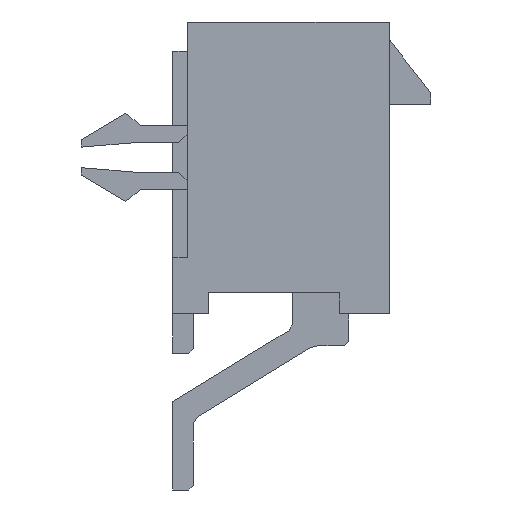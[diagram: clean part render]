
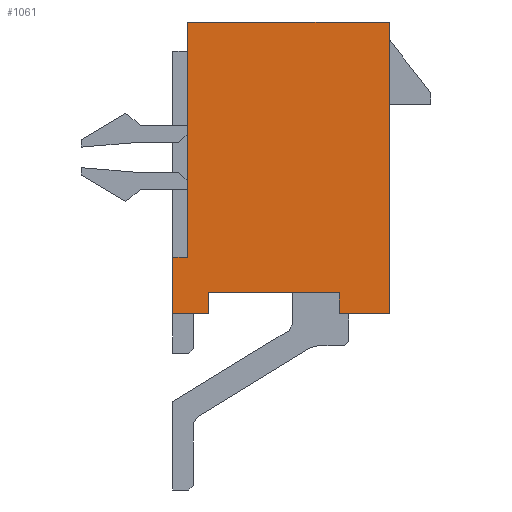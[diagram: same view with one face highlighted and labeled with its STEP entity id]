
A CAD part, left-side view. The second image highlights one B-rep face of the part: STEP entity #1061.
In plain terms, the highlighted planar face has unit normal (-1, 0, 0).
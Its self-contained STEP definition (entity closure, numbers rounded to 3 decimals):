
#1061 = ADVANCED_FACE( '', ( #2383 ), #2384, .T. );
#2383 = FACE_OUTER_BOUND( '', #4112, .T. );
#2384 = PLANE( '', #4113 );
#4112 = EDGE_LOOP( '', ( #6477, #6478, #6479, #6480, #6481, #6482, #6483, #6484, #6485, #6486 ) );
#4113 = AXIS2_PLACEMENT_3D( '', #6487, #6488, #6489 );
#6477 = ORIENTED_EDGE( '', *, *, #11657, .F. );
#6478 = ORIENTED_EDGE( '', *, *, #11658, .T. );
#6479 = ORIENTED_EDGE( '', *, *, #11659, .T. );
#6480 = ORIENTED_EDGE( '', *, *, #11660, .T. );
#6481 = ORIENTED_EDGE( '', *, *, #11661, .T. );
#6482 = ORIENTED_EDGE( '', *, *, #11662, .T. );
#6483 = ORIENTED_EDGE( '', *, *, #11663, .T. );
#6484 = ORIENTED_EDGE( '', *, *, #11664, .F. );
#6485 = ORIENTED_EDGE( '', *, *, #11665, .T. );
#6486 = ORIENTED_EDGE( '', *, *, #11666, .T. );
#6487 = CARTESIAN_POINT( '', ( -19.85, 0., 0. ) );
#6488 = DIRECTION( '', ( -1., 0., 0. ) );
#6489 = DIRECTION( '', ( 0., 0., 1. ) );
#11657 = EDGE_CURVE( '', #14327, #14328, #14329, .T. );
#11658 = EDGE_CURVE( '', #14327, #14330, #14331, .T. );
#11659 = EDGE_CURVE( '', #14330, #14332, #14333, .T. );
#11660 = EDGE_CURVE( '', #14332, #14334, #14335, .T. );
#11661 = EDGE_CURVE( '', #14334, #14336, #14337, .T. );
#11662 = EDGE_CURVE( '', #14336, #14338, #14339, .T. );
#11663 = EDGE_CURVE( '', #14338, #14340, #14341, .T. );
#11664 = EDGE_CURVE( '', #14342, #14340, #14343, .T. );
#11665 = EDGE_CURVE( '', #14342, #14344, #14345, .T. );
#11666 = EDGE_CURVE( '', #14344, #14328, #14346, .T. );
#14327 = VERTEX_POINT( '', #18110 );
#14328 = VERTEX_POINT( '', #18111 );
#14329 = LINE( '', #18112, #18113 );
#14330 = VERTEX_POINT( '', #18114 );
#14331 = LINE( '', #18115, #18116 );
#14332 = VERTEX_POINT( '', #18117 );
#14333 = LINE( '', #18118, #18119 );
#14334 = VERTEX_POINT( '', #18120 );
#14335 = LINE( '', #18121, #18122 );
#14336 = VERTEX_POINT( '', #18123 );
#14337 = LINE( '', #18124, #18125 );
#14338 = VERTEX_POINT( '', #18126 );
#14339 = LINE( '', #18127, #18128 );
#14340 = VERTEX_POINT( '', #18129 );
#14341 = LINE( '', #18130, #18131 );
#14342 = VERTEX_POINT( '', #18132 );
#14343 = LINE( '', #18133, #18134 );
#14344 = VERTEX_POINT( '', #18135 );
#14345 = LINE( '', #18136, #18137 );
#14346 = LINE( '', #18138, #18139 );
#18110 = CARTESIAN_POINT( '', ( -19.85, 2.73, -4.25 ) );
#18111 = CARTESIAN_POINT( '', ( -19.85, 2.73, -4.95 ) );
#18112 = CARTESIAN_POINT( '', ( -19.85, 2.73, -3.95 ) );
#18113 = VECTOR( '', #21974, 1000. );
#18114 = CARTESIAN_POINT( '', ( -19.85, -1.73, -4.25 ) );
#18115 = CARTESIAN_POINT( '', ( -19.85, 2.73, -4.25 ) );
#18116 = VECTOR( '', #21975, 1000. );
#18117 = CARTESIAN_POINT( '', ( -19.85, -1.73, -4.95 ) );
#18118 = CARTESIAN_POINT( '', ( -19.85, -1.73, -3.95 ) );
#18119 = VECTOR( '', #21976, 1000. );
#18120 = CARTESIAN_POINT( '', ( -19.85, -3.43, -4.95 ) );
#18121 = CARTESIAN_POINT( '', ( -19.85, 3.43, -4.95 ) );
#18122 = VECTOR( '', #21977, 1000. );
#18123 = CARTESIAN_POINT( '', ( -19.85, -3.43, 4.95 ) );
#18124 = CARTESIAN_POINT( '', ( -19.85, -3.43, -4.95 ) );
#18125 = VECTOR( '', #21978, 1000. );
#18126 = CARTESIAN_POINT( '', ( -19.85, 3.43, 4.95 ) );
#18127 = CARTESIAN_POINT( '', ( -19.85, -3.43, 4.95 ) );
#18128 = VECTOR( '', #21979, 1000. );
#18129 = CARTESIAN_POINT( '', ( -19.85, 3.43, -3.05 ) );
#18130 = CARTESIAN_POINT( '', ( -19.85, 3.43, 4.95 ) );
#18131 = VECTOR( '', #21980, 1000. );
#18132 = CARTESIAN_POINT( '', ( -19.85, 3.93, -3.05 ) );
#18133 = CARTESIAN_POINT( '', ( -19.85, 3.93, -3.05 ) );
#18134 = VECTOR( '', #21981, 1000. );
#18135 = CARTESIAN_POINT( '', ( -19.85, 3.93, -4.95 ) );
#18136 = CARTESIAN_POINT( '', ( -19.85, 3.93, -3.05 ) );
#18137 = VECTOR( '', #21982, 1000. );
#18138 = CARTESIAN_POINT( '', ( -19.85, 3.43, -4.95 ) );
#18139 = VECTOR( '', #21983, 1000. );
#21974 = DIRECTION( '', ( 0., 0., -1. ) );
#21975 = DIRECTION( '', ( 0., -1., 0. ) );
#21976 = DIRECTION( '', ( 0., 0., -1. ) );
#21977 = DIRECTION( '', ( 0., -1., 0. ) );
#21978 = DIRECTION( '', ( 0., 0., 1. ) );
#21979 = DIRECTION( '', ( 0., 1., 0. ) );
#21980 = DIRECTION( '', ( 0., 0., -1. ) );
#21981 = DIRECTION( '', ( 0., -1., 0. ) );
#21982 = DIRECTION( '', ( 0., 0., -1. ) );
#21983 = DIRECTION( '', ( 0., -1., 0. ) );
